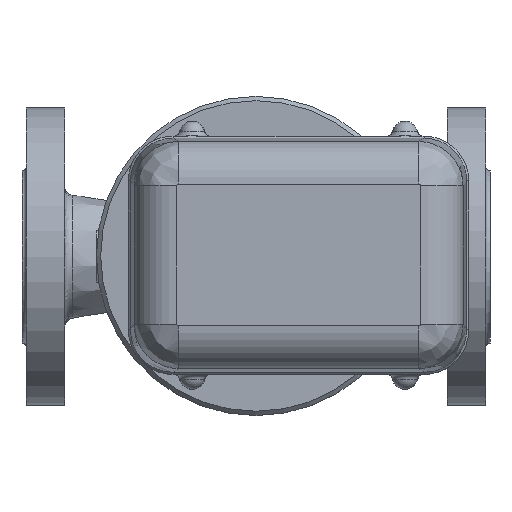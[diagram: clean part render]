
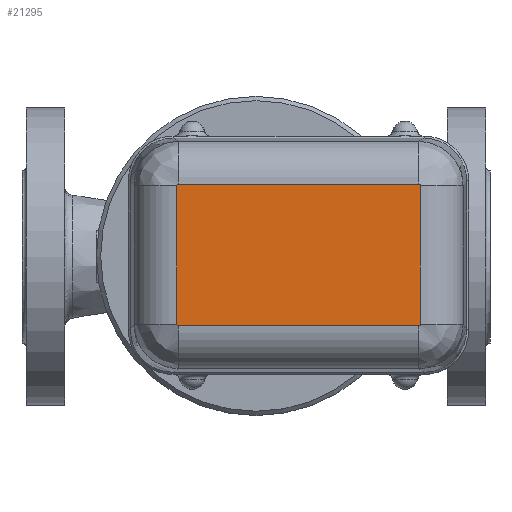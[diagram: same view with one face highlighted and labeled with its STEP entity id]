
A CAD part, top view. The second image highlights one B-rep face of the part: STEP entity #21295.
In plain terms, the highlighted planar face has unit normal (0, 0, 1).
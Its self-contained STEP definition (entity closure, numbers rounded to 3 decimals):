
#1005=B_SPLINE_CURVE_WITH_KNOTS('',3,(#52606,#52607,#52608,#52609,#52610,
#52611,#52612,#52613,#52614,#52615),.UNSPECIFIED.,.F.,.F.,(4,1,1,1,1,1,
1,4),(0.,0.017,0.034,0.052,0.069,
0.086,0.103,0.12),.UNSPECIFIED.);
#1006=B_SPLINE_CURVE_WITH_KNOTS('',3,(#52619,#52620,#52621,#52622,#52623,
#52624,#52625,#52626,#52627),.UNSPECIFIED.,.F.,.F.,(4,1,1,1,1,1,4),(0.,
0.017,0.034,0.052,0.069,
0.103,0.12),.UNSPECIFIED.);
#1007=B_SPLINE_CURVE_WITH_KNOTS('',3,(#52631,#52632,#52633,#52634,#52635,
#52636,#52637,#52638),.UNSPECIFIED.,.F.,.F.,(4,1,1,1,1,4),(0.,
0.017,0.034,0.069,0.103,
0.12),.UNSPECIFIED.);
#1008=B_SPLINE_CURVE_WITH_KNOTS('',3,(#52641,#52642,#52643,#52644,#52645,
#52646,#52647,#52648),.UNSPECIFIED.,.F.,.F.,(4,1,1,1,1,4),(0.,0.017,
0.034,0.069,0.103,0.12),
 .UNSPECIFIED.);
#2295=LINE('',#52604,#3621);
#2296=LINE('',#52617,#3622);
#2297=LINE('',#52629,#3623);
#2298=LINE('',#52640,#3624);
#3621=VECTOR('',#29149,113.105);
#3622=VECTOR('',#29150,65.105);
#3623=VECTOR('',#29151,113.105);
#3624=VECTOR('',#29152,65.105);
#4215=PLANE('',#23505);
#5864=FACE_OUTER_BOUND('',#7505,.T.);
#7505=EDGE_LOOP('',(#19157,#19158,#19159,#19160,#19161,#19162,#19163,#19164));
#10566=VERTEX_POINT('',#52602);
#10567=VERTEX_POINT('',#52603);
#10568=VERTEX_POINT('',#52605);
#10569=VERTEX_POINT('',#52616);
#10570=VERTEX_POINT('',#52618);
#10571=VERTEX_POINT('',#52628);
#10572=VERTEX_POINT('',#52630);
#10573=VERTEX_POINT('',#52639);
#13515=EDGE_CURVE('',#10566,#10567,#2295,.T.);
#13516=EDGE_CURVE('',#10568,#10566,#1005,.T.);
#13517=EDGE_CURVE('',#10569,#10568,#2296,.T.);
#13518=EDGE_CURVE('',#10570,#10569,#1006,.T.);
#13519=EDGE_CURVE('',#10571,#10570,#2297,.T.);
#13520=EDGE_CURVE('',#10572,#10571,#1007,.T.);
#13521=EDGE_CURVE('',#10573,#10572,#2298,.T.);
#13522=EDGE_CURVE('',#10567,#10573,#1008,.T.);
#19157=ORIENTED_EDGE('',*,*,#13515,.F.);
#19158=ORIENTED_EDGE('',*,*,#13516,.F.);
#19159=ORIENTED_EDGE('',*,*,#13517,.F.);
#19160=ORIENTED_EDGE('',*,*,#13518,.F.);
#19161=ORIENTED_EDGE('',*,*,#13519,.F.);
#19162=ORIENTED_EDGE('',*,*,#13520,.F.);
#19163=ORIENTED_EDGE('',*,*,#13521,.F.);
#19164=ORIENTED_EDGE('',*,*,#13522,.F.);
#21295=ADVANCED_FACE('',(#5864),#4215,.T.);
#23505=AXIS2_PLACEMENT_3D('',#52601,#29147,#29148);
#29147=DIRECTION('center_axis',(0.,0.,
1.));
#29148=DIRECTION('ref_axis',(1.,0.,0.));
#29149=DIRECTION('',(-1.,0.,0.));
#29150=DIRECTION('',(0.,-1.,0.));
#29151=DIRECTION('',(1.,0.,0.));
#29152=DIRECTION('',(0.,1.,0.));
#52601=CARTESIAN_POINT('Origin',(20.,0.,587.));
#52602=CARTESIAN_POINT('',(76.552,-33.324,587.));
#52603=CARTESIAN_POINT('',(-36.552,-33.324,587.));
#52604=CARTESIAN_POINT('',(-9.5,-33.324,587.));
#52605=CARTESIAN_POINT('',(77.324,-32.552,587.));
#52606=CARTESIAN_POINT('Ctrl Pts',(77.324,-32.552,587.));
#52607=CARTESIAN_POINT('Ctrl Pts',(77.324,-32.61,587.));
#52608=CARTESIAN_POINT('Ctrl Pts',(77.311,-32.725,587.));
#52609=CARTESIAN_POINT('Ctrl Pts',(77.253,-32.888,587.));
#52610=CARTESIAN_POINT('Ctrl Pts',(77.159,-33.036,587.));
#52611=CARTESIAN_POINT('Ctrl Pts',(77.037,-33.158,587.));
#52612=CARTESIAN_POINT('Ctrl Pts',(76.889,-33.252,587.));
#52613=CARTESIAN_POINT('Ctrl Pts',(76.726,-33.311,587.));
#52614=CARTESIAN_POINT('Ctrl Pts',(76.61,-33.324,587.));
#52615=CARTESIAN_POINT('Ctrl Pts',(76.552,-33.324,587.));
#52616=CARTESIAN_POINT('',(77.324,32.552,587.));
#52617=CARTESIAN_POINT('',(77.324,-17.5,587.));
#52618=CARTESIAN_POINT('',(76.552,33.324,587.));
#52619=CARTESIAN_POINT('Ctrl Pts',(76.552,33.324,587.));
#52620=CARTESIAN_POINT('Ctrl Pts',(76.61,33.324,587.));
#52621=CARTESIAN_POINT('Ctrl Pts',(76.725,33.311,587.));
#52622=CARTESIAN_POINT('Ctrl Pts',(76.888,33.253,587.));
#52623=CARTESIAN_POINT('Ctrl Pts',(77.036,33.159,587.));
#52624=CARTESIAN_POINT('Ctrl Pts',(77.2,32.996,587.));
#52625=CARTESIAN_POINT('Ctrl Pts',(77.304,32.783,587.));
#52626=CARTESIAN_POINT('Ctrl Pts',(77.324,32.61,587.));
#52627=CARTESIAN_POINT('Ctrl Pts',(77.324,32.552,587.));
#52628=CARTESIAN_POINT('',(-36.552,33.324,587.));
#52629=CARTESIAN_POINT('',(49.5,33.324,587.));
#52630=CARTESIAN_POINT('',(-37.324,32.552,587.));
#52631=CARTESIAN_POINT('Ctrl Pts',(-37.324,32.552,587.));
#52632=CARTESIAN_POINT('Ctrl Pts',(-37.324,32.61,587.));
#52633=CARTESIAN_POINT('Ctrl Pts',(-37.311,32.726,587.));
#52634=CARTESIAN_POINT('Ctrl Pts',(-37.233,32.944,587.));
#52635=CARTESIAN_POINT('Ctrl Pts',(-37.048,33.175,587.));
#52636=CARTESIAN_POINT('Ctrl Pts',(-36.782,33.305,587.));
#52637=CARTESIAN_POINT('Ctrl Pts',(-36.61,33.324,587.));
#52638=CARTESIAN_POINT('Ctrl Pts',(-36.552,33.324,587.));
#52639=CARTESIAN_POINT('',(-37.324,-32.552,587.));
#52640=CARTESIAN_POINT('',(-37.324,17.5,587.));
#52641=CARTESIAN_POINT('Ctrl Pts',(-36.552,-33.324,
587.));
#52642=CARTESIAN_POINT('Ctrl Pts',(-36.61,-33.324,
587.));
#52643=CARTESIAN_POINT('Ctrl Pts',(-36.726,-33.311,
587.));
#52644=CARTESIAN_POINT('Ctrl Pts',(-36.944,-33.233,
587.));
#52645=CARTESIAN_POINT('Ctrl Pts',(-37.175,-33.048,
587.));
#52646=CARTESIAN_POINT('Ctrl Pts',(-37.305,-32.782,
587.));
#52647=CARTESIAN_POINT('Ctrl Pts',(-37.324,-32.61,
587.));
#52648=CARTESIAN_POINT('Ctrl Pts',(-37.324,-32.552,
587.));
